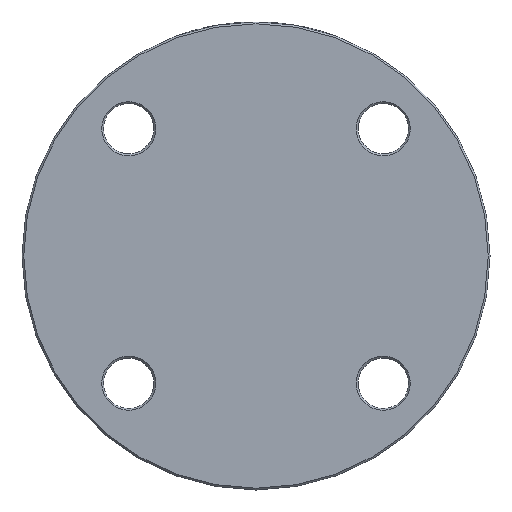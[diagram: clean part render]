
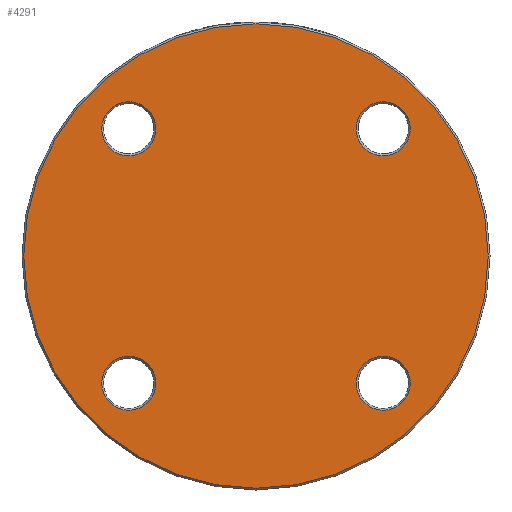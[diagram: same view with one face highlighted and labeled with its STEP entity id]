
A CAD part, left-side view. The second image highlights one B-rep face of the part: STEP entity #4291.
In plain terms, the highlighted planar face has unit normal (-1, 0, 0).
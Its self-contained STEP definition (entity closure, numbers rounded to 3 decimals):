
#120 = DIRECTION ( 'NONE',  ( 0., 0., -1. ) ) ;
#237 = CIRCLE ( 'NONE', #4229, 7.5 ) ;
#243 = CARTESIAN_POINT ( 'NONE',  ( 0., -35.355, 35.355 ) ) ;
#293 = AXIS2_PLACEMENT_3D ( 'NONE', #2286, #2235, #4208 ) ;
#368 = DIRECTION ( 'NONE',  ( 0., 0., -1. ) ) ;
#427 = EDGE_LOOP ( 'NONE', ( #4206 ) ) ;
#444 = CIRCLE ( 'NONE', #1172, 64.5 ) ;
#749 = CARTESIAN_POINT ( 'NONE',  ( 0., 35.355, 35.355 ) ) ;
#764 = VERTEX_POINT ( 'NONE', #4164 ) ;
#886 = FACE_BOUND ( 'NONE', #427, .T. ) ;
#972 = EDGE_CURVE ( 'NONE', #2049, #2049, #2795, .T. ) ;
#1052 = DIRECTION ( 'NONE',  ( 0., 0., -1. ) ) ;
#1164 = VERTEX_POINT ( 'NONE', #2338 ) ;
#1172 = AXIS2_PLACEMENT_3D ( 'NONE', #2987, #4552, #1052 ) ;
#1237 = DIRECTION ( 'NONE',  ( 1., 0., 0. ) ) ;
#1243 = DIRECTION ( 'NONE',  ( 0., 0., -1. ) ) ;
#1328 = AXIS2_PLACEMENT_3D ( 'NONE', #749, #3372, #1453 ) ;
#1453 = DIRECTION ( 'NONE',  ( 0., 0., -1. ) ) ;
#1559 = CIRCLE ( 'NONE', #2950, 7.5 ) ;
#1580 = AXIS2_PLACEMENT_3D ( 'NONE', #2866, #4382, #120 ) ;
#1629 = ORIENTED_EDGE ( 'NONE', *, *, #3035, .T. ) ;
#1674 = CARTESIAN_POINT ( 'NONE',  ( 0., -35.355, -42.855 ) ) ;
#2028 = EDGE_CURVE ( 'NONE', #2105, #2105, #1559, .T. ) ;
#2049 = VERTEX_POINT ( 'NONE', #1674 ) ;
#2073 = FACE_OUTER_BOUND ( 'NONE', #3667, .T. ) ;
#2105 = VERTEX_POINT ( 'NONE', #3009 ) ;
#2235 = DIRECTION ( 'NONE',  ( 1., 0., 0. ) ) ;
#2286 = CARTESIAN_POINT ( 'NONE',  ( 0., -35.355, -35.355 ) ) ;
#2338 = CARTESIAN_POINT ( 'NONE',  ( 0., 35.355, 27.855 ) ) ;
#2428 = DIRECTION ( 'NONE',  ( 1., 0., 0. ) ) ;
#2452 = ORIENTED_EDGE ( 'NONE', *, *, #3792, .T. ) ;
#2463 = PLANE ( 'NONE',  #1580 ) ;
#2743 = EDGE_LOOP ( 'NONE', ( #1629 ) ) ;
#2795 = CIRCLE ( 'NONE', #293, 7.5 ) ;
#2818 = FACE_BOUND ( 'NONE', #4885, .T. ) ;
#2841 = FACE_BOUND ( 'NONE', #4423, .T. ) ;
#2866 = CARTESIAN_POINT ( 'NONE',  ( 0., 0., 0. ) ) ;
#2950 = AXIS2_PLACEMENT_3D ( 'NONE', #4777, #2428, #1243 ) ;
#2978 = ORIENTED_EDGE ( 'NONE', *, *, #972, .T. ) ;
#2987 = CARTESIAN_POINT ( 'NONE',  ( 0., 0., 0. ) ) ;
#3009 = CARTESIAN_POINT ( 'NONE',  ( 0., 35.355, -42.855 ) ) ;
#3035 = EDGE_CURVE ( 'NONE', #4898, #4898, #237, .T. ) ;
#3372 = DIRECTION ( 'NONE',  ( 1., 0., 0. ) ) ;
#3667 = EDGE_LOOP ( 'NONE', ( #2452 ) ) ;
#3698 = EDGE_CURVE ( 'NONE', #1164, #1164, #4193, .T. ) ;
#3792 = EDGE_CURVE ( 'NONE', #764, #764, #444, .T. ) ;
#3866 = ORIENTED_EDGE ( 'NONE', *, *, #3698, .T. ) ;
#4164 = CARTESIAN_POINT ( 'NONE',  ( 0., 0., -64.5 ) ) ;
#4193 = CIRCLE ( 'NONE', #1328, 7.5 ) ;
#4206 = ORIENTED_EDGE ( 'NONE', *, *, #2028, .T. ) ;
#4208 = DIRECTION ( 'NONE',  ( 0., 0., -1. ) ) ;
#4229 = AXIS2_PLACEMENT_3D ( 'NONE', #243, #1237, #368 ) ;
#4291 = ADVANCED_FACE ( 'NONE', ( #2841, #4767, #2818, #2073, #886 ), #2463, .F. ) ;
#4382 = DIRECTION ( 'NONE',  ( 1., 0., 0. ) ) ;
#4423 = EDGE_LOOP ( 'NONE', ( #2978 ) ) ;
#4552 = DIRECTION ( 'NONE',  ( -1., 0., 0. ) ) ;
#4664 = CARTESIAN_POINT ( 'NONE',  ( 0., -35.355, 27.855 ) ) ;
#4767 = FACE_BOUND ( 'NONE', #2743, .T. ) ;
#4777 = CARTESIAN_POINT ( 'NONE',  ( 0., 35.355, -35.355 ) ) ;
#4885 = EDGE_LOOP ( 'NONE', ( #3866 ) ) ;
#4898 = VERTEX_POINT ( 'NONE', #4664 ) ;
